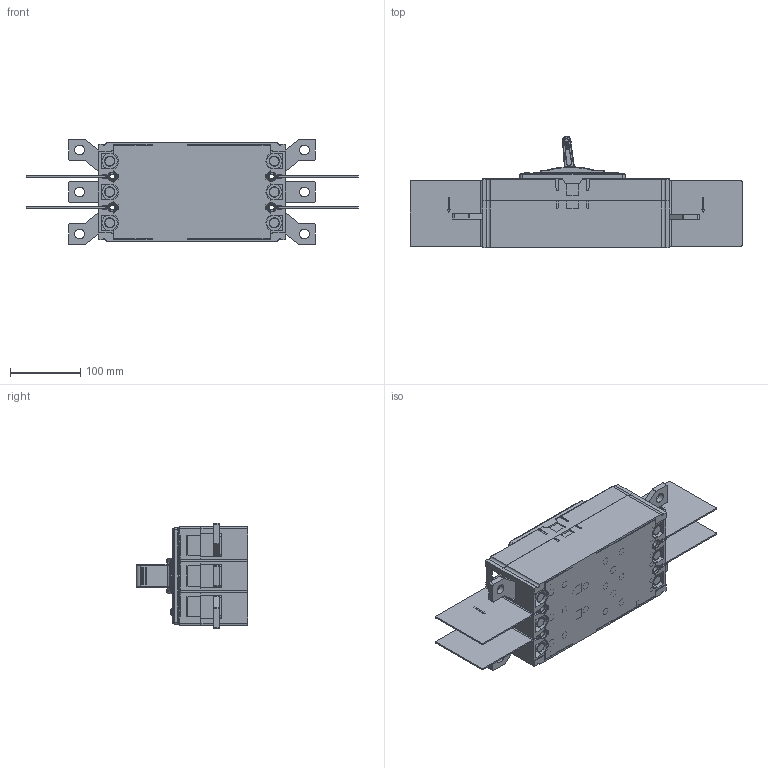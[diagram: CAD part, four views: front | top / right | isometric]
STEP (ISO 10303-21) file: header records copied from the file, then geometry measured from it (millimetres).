
FILE_DESCRIPTION(/* description */ (''),/* implementation_level */ '2;1');
FILE_NAME(/* name */ 'NXMLE-630 3P.stp',/* time_stamp */ '2017-04-07T19:26:57+08:00',/* author */ (''),/* organization */ (''),/* preprocessor_version */ 'ST-DEVELOPER v11',/* originating_system */ 'SIEMENS PLM Software NX 7.5',/* authorisation */ '');
FILE_SCHEMA (('CONFIG_CONTROL_DESIGN'));
Products named in the file (1): NXMLE-630 3P
Bounding box: 474 x 159.62 x 150.5 mm (x, y, z)
Volume: 3525680.1 mm3; surface area: 557538.1 mm2
Topology: 19 solids, 127 shells, 3680 faces, 9558 edges, 6239 vertices
Faces by surface type: plane 2502, cylinder 762, extrusion 194, torus 90, bspline 47, cone 47, sphere 38
Full cylindrical faces by diameter (mm): 3 x3, 3.5 x6, 4 x9, 4.2 x3, 4.5 x6, 5 x9, 5.5 x7, 5.8 x2, 6.41 x4, 6.5 x6, 7 x11, 7.2 x1, 8.5 x10, 9.5 x1, 10 x10, 10.5 x14, 11 x13, 13 x4, 14.5 x6, 22 x6, 26 x6
Entity records: 116986 total; most frequent: CARTESIAN_POINT 27881, ORIENTED_EDGE 18514, DIRECTION 17639, EDGE_CURVE 9257, VECTOR 6709, LINE 6515, VERTEX_POINT 6144, AXIS2_PLACEMENT_3D 5465
